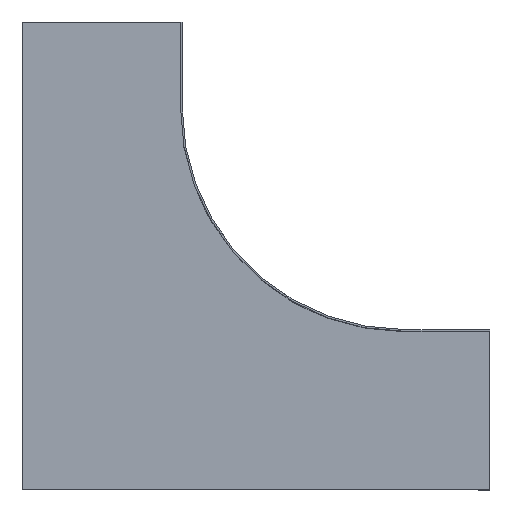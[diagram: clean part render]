
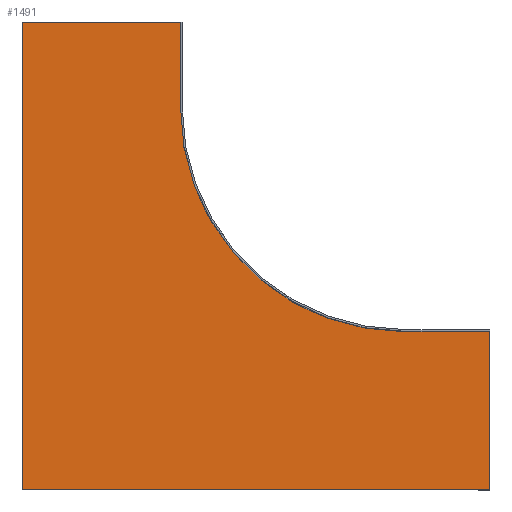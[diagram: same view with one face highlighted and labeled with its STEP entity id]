
A CAD part, top view. The second image highlights one B-rep face of the part: STEP entity #1491.
In plain terms, the highlighted planar face has unit normal (0, 0, 1).
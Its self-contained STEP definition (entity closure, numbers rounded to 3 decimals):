
#47=CIRCLE('',#1573,131.977);
#194=FACE_OUTER_BOUND('',#293,.T.);
#293=EDGE_LOOP('',(#1353,#1354,#1355,#1356,#1357,#1358,#1359));
#433=LINE('',#3864,#588);
#443=LINE('',#3886,#598);
#446=LINE('',#3894,#601);
#448=LINE('',#3897,#603);
#449=LINE('',#3899,#604);
#450=LINE('',#3900,#605);
#588=VECTOR('',#1859,1.);
#598=VECTOR('',#1875,1.);
#601=VECTOR('',#1884,1.);
#603=VECTOR('',#1888,1.);
#604=VECTOR('',#1889,1.);
#605=VECTOR('',#1890,1.);
#731=VERTEX_POINT('',#3862);
#732=VERTEX_POINT('',#3863);
#740=VERTEX_POINT('',#3883);
#741=VERTEX_POINT('',#3885);
#742=VERTEX_POINT('',#3889);
#743=VERTEX_POINT('',#3893);
#744=VERTEX_POINT('',#3898);
#933=EDGE_CURVE('',#731,#732,#433,.T.);
#944=EDGE_CURVE('',#740,#741,#443,.T.);
#947=EDGE_CURVE('',#742,#740,#47,.T.);
#948=EDGE_CURVE('',#743,#731,#446,.T.);
#950=EDGE_CURVE('',#741,#732,#448,.T.);
#951=EDGE_CURVE('',#744,#742,#449,.T.);
#952=EDGE_CURVE('',#744,#743,#450,.T.);
#1353=ORIENTED_EDGE('',*,*,#933,.T.);
#1354=ORIENTED_EDGE('',*,*,#950,.F.);
#1355=ORIENTED_EDGE('',*,*,#944,.F.);
#1356=ORIENTED_EDGE('',*,*,#947,.F.);
#1357=ORIENTED_EDGE('',*,*,#951,.F.);
#1358=ORIENTED_EDGE('',*,*,#952,.T.);
#1359=ORIENTED_EDGE('',*,*,#948,.T.);
#1416=PLANE('',#1575);
#1491=ADVANCED_FACE('',(#194),#1416,.T.);
#1573=AXIS2_PLACEMENT_3D('',#3891,#1880,#1881);
#1575=AXIS2_PLACEMENT_3D('',#3896,#1886,#1887);
#1859=DIRECTION('',(1.,0.,0.));
#1875=DIRECTION('',(1.,0.,0.));
#1880=DIRECTION('center_axis',(0.,0.,1.));
#1881=DIRECTION('ref_axis',(-1.,0.,0.));
#1884=DIRECTION('',(0.,-1.,0.));
#1886=DIRECTION('center_axis',(0.,0.,1.));
#1887=DIRECTION('ref_axis',(-1.,0.,0.));
#1888=DIRECTION('',(0.,-1.,0.));
#1889=DIRECTION('',(0.,-1.,0.));
#1890=DIRECTION('',(-1.,0.,0.));
#3862=CARTESIAN_POINT('',(7.01,5.134,1.016));
#3863=CARTESIAN_POINT('',(283.387,5.134,1.016));
#3864=CARTESIAN_POINT('',(232.587,5.134,1.016));
#3883=CARTESIAN_POINT('',(232.587,98.734,1.016));
#3885=CARTESIAN_POINT('',(283.387,98.734,1.016));
#3886=CARTESIAN_POINT('',(232.587,98.734,1.016));
#3889=CARTESIAN_POINT('',(100.61,230.711,1.016));
#3891=CARTESIAN_POINT('Origin',(232.587,230.711,1.016));
#3893=CARTESIAN_POINT('',(7.01,281.511,1.016));
#3894=CARTESIAN_POINT('',(7.01,281.511,1.016));
#3896=CARTESIAN_POINT('Origin',(100.61,281.511,1.016));
#3897=CARTESIAN_POINT('',(283.387,98.734,1.016));
#3898=CARTESIAN_POINT('',(100.61,281.511,1.016));
#3899=CARTESIAN_POINT('',(100.61,281.511,1.016));
#3900=CARTESIAN_POINT('',(100.61,281.511,1.016));
